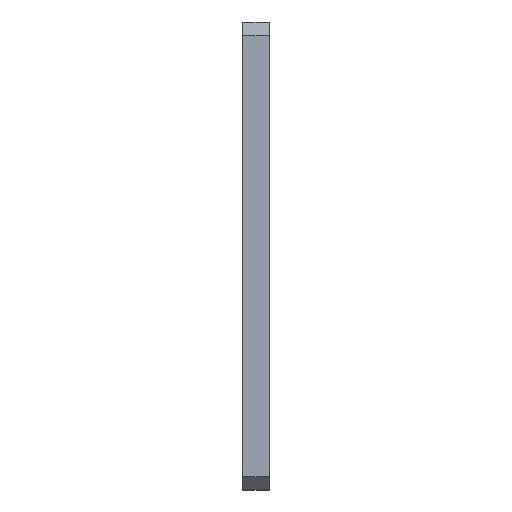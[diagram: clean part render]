
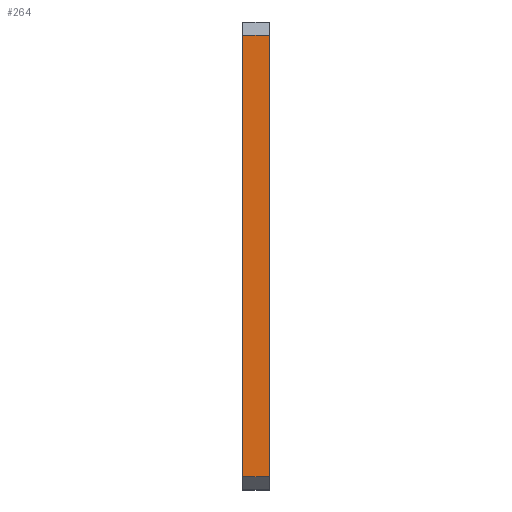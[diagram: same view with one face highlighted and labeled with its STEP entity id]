
A CAD part, left-side view. The second image highlights one B-rep face of the part: STEP entity #264.
In plain terms, the highlighted planar face has unit normal (-1, 0, 0).
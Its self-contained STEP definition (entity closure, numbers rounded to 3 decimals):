
#27 = VERTEX_POINT ( 'NONE', #540 ) ;
#55 = CARTESIAN_POINT ( 'NONE',  ( -7.5, 0., -7.5 ) ) ;
#68 = PLANE ( 'NONE',  #447 ) ;
#104 = ORIENTED_EDGE ( 'NONE', *, *, #366, .T. ) ;
#108 = EDGE_CURVE ( 'NONE', #354, #648, #456, .T. ) ;
#142 = CARTESIAN_POINT ( 'NONE',  ( -7.5, 2., -7.5 ) ) ;
#251 = LINE ( 'NONE', #280, #792 ) ;
#264 = ADVANCED_FACE ( 'NONE', ( #673 ), #68, .F. ) ;
#278 = LINE ( 'NONE', #505, #667 ) ;
#280 = CARTESIAN_POINT ( 'NONE',  ( -7.5, 2., -6.5 ) ) ;
#324 = EDGE_LOOP ( 'NONE', ( #452, #514, #104, #878 ) ) ;
#333 = CARTESIAN_POINT ( 'NONE',  ( -7.5, 2., -6.5 ) ) ;
#335 = CARTESIAN_POINT ( 'NONE',  ( -7.5, 2., -7.5 ) ) ;
#354 = VERTEX_POINT ( 'NONE', #333 ) ;
#366 = EDGE_CURVE ( 'NONE', #27, #508, #439, .T. ) ;
#386 = CARTESIAN_POINT ( 'NONE',  ( -7.5, 2., 26.5 ) ) ;
#389 = EDGE_CURVE ( 'NONE', #354, #27, #251, .T. ) ;
#433 = DIRECTION ( 'NONE',  ( 0., 1., 0. ) ) ;
#439 = LINE ( 'NONE', #55, #829 ) ;
#447 = AXIS2_PLACEMENT_3D ( 'NONE', #142, #569, #710 ) ;
#452 = ORIENTED_EDGE ( 'NONE', *, *, #108, .F. ) ;
#456 = LINE ( 'NONE', #335, #902 ) ;
#505 = CARTESIAN_POINT ( 'NONE',  ( -7.5, 2., 26.5 ) ) ;
#508 = VERTEX_POINT ( 'NONE', #812 ) ;
#514 = ORIENTED_EDGE ( 'NONE', *, *, #389, .T. ) ;
#520 = DIRECTION ( 'NONE',  ( 0., -1., 0. ) ) ;
#540 = CARTESIAN_POINT ( 'NONE',  ( -7.5, 0., -6.5 ) ) ;
#548 = DIRECTION ( 'NONE',  ( 0., 0., 1. ) ) ;
#569 = DIRECTION ( 'NONE',  ( 1., 0., 0. ) ) ;
#648 = VERTEX_POINT ( 'NONE', #386 ) ;
#667 = VECTOR ( 'NONE', #433, 1000. ) ;
#673 = FACE_OUTER_BOUND ( 'NONE', #324, .T. ) ;
#710 = DIRECTION ( 'NONE',  ( 0., 0., -1. ) ) ;
#792 = VECTOR ( 'NONE', #520, 1000. ) ;
#812 = CARTESIAN_POINT ( 'NONE',  ( -7.5, 0., 26.5 ) ) ;
#829 = VECTOR ( 'NONE', #892, 1000. ) ;
#877 = EDGE_CURVE ( 'NONE', #508, #648, #278, .T. ) ;
#878 = ORIENTED_EDGE ( 'NONE', *, *, #877, .T. ) ;
#892 = DIRECTION ( 'NONE',  ( 0., 0., 1. ) ) ;
#902 = VECTOR ( 'NONE', #548, 1000. ) ;
